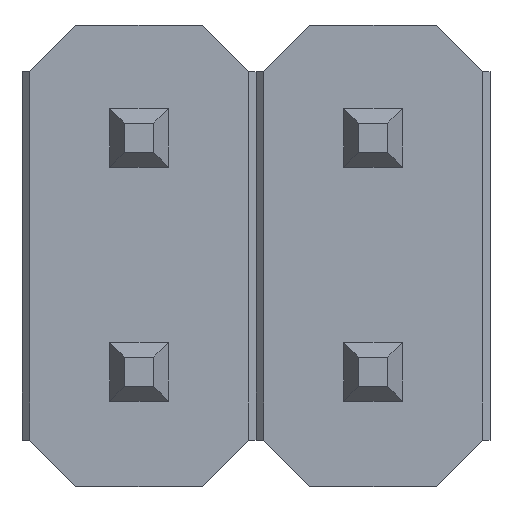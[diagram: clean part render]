
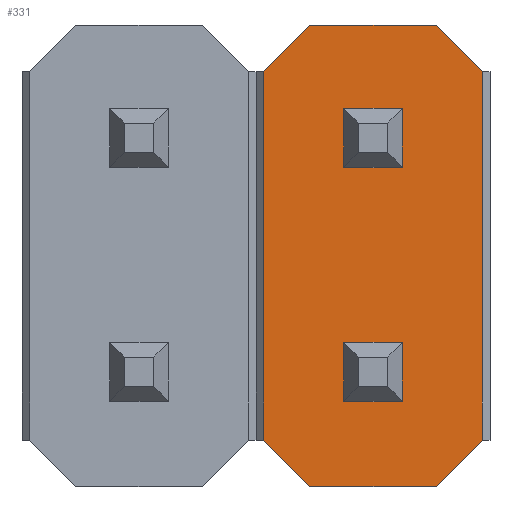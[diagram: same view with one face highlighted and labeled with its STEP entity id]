
A CAD part, top view. The second image highlights one B-rep face of the part: STEP entity #331.
In plain terms, the highlighted planar face has unit normal (0, 0, 1).
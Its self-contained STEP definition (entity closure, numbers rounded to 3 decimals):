
#331=ADVANCED_FACE('',(#799),#801,.T.);
#799=FACE_BOUND('',#800,.T.);
#800=EDGE_LOOP('',(#1154,#1155,#1156,#1157,#1158,#1159,#1160,#1161));
#801=PLANE('',#802);
#802=AXIS2_PLACEMENT_3D('',#803,#804,#805);
#803=CARTESIAN_POINT('',(2.54,0.,2.5));
#804=DIRECTION('',(0.,0.,1.));
#805=DIRECTION('',(1.,0.,0.));
#1154=ORIENTED_EDGE('',*,*,#1382,.T.);
#1155=ORIENTED_EDGE('',*,*,#1353,.T.);
#1156=ORIENTED_EDGE('',*,*,#1383,.T.);
#1157=ORIENTED_EDGE('',*,*,#1380,.T.);
#1158=ORIENTED_EDGE('',*,*,#1384,.T.);
#1159=ORIENTED_EDGE('',*,*,#1371,.T.);
#1160=ORIENTED_EDGE('',*,*,#1385,.T.);
#1161=ORIENTED_EDGE('',*,*,#1365,.T.);
#1353=EDGE_CURVE('',#1475,#1473,#1476,.T.);
#1365=EDGE_CURVE('',#1495,#1490,#1496,.T.);
#1371=EDGE_CURVE('',#1507,#1505,#1508,.T.);
#1380=EDGE_CURVE('',#1521,#1519,#1522,.T.);
#1382=EDGE_CURVE('',#1490,#1475,#1524,.F.);
#1383=EDGE_CURVE('',#1473,#1521,#1525,.T.);
#1384=EDGE_CURVE('',#1519,#1507,#1526,.F.);
#1385=EDGE_CURVE('',#1505,#1495,#1527,.T.);
#1473=VERTEX_POINT('',#1663);
#1475=VERTEX_POINT('',#1667);
#1476=LINE('',#1668,#1669);
#1490=VERTEX_POINT('',#1700);
#1495=VERTEX_POINT('',#1711);
#1496=LINE('',#1712,#1713);
#1505=VERTEX_POINT('',#1731);
#1507=VERTEX_POINT('',#1735);
#1508=LINE('',#1736,#1737);
#1519=VERTEX_POINT('',#1763);
#1521=VERTEX_POINT('',#1767);
#1522=LINE('',#1768,#1769);
#1524=LINE('',#1774,#1775);
#1525=LINE('',#1777,#1778);
#1526=LINE('',#1780,#1781);
#1527=LINE('',#1783,#1784);
#1663=CARTESIAN_POINT('',(3.225,3.77,2.5));
#1667=CARTESIAN_POINT('',(3.725,3.27,2.5));
#1668=CARTESIAN_POINT('',(3.725,3.27,2.5));
#1669=VECTOR('',#1670,1.);
#1670=DIRECTION('',(-0.707,0.707,0.));
#1700=CARTESIAN_POINT('',(3.725,-0.73,2.5));
#1711=CARTESIAN_POINT('',(3.225,-1.23,2.5));
#1712=CARTESIAN_POINT('',(3.225,-1.23,2.5));
#1713=VECTOR('',#1714,1.);
#1714=DIRECTION('',(0.707,0.707,0.));
#1731=CARTESIAN_POINT('',(1.855,-1.23,2.5));
#1735=CARTESIAN_POINT('',(1.355,-0.73,2.5));
#1736=CARTESIAN_POINT('',(1.355,-0.73,2.5));
#1737=VECTOR('',#1738,1.);
#1738=DIRECTION('',(0.707,-0.707,0.));
#1763=CARTESIAN_POINT('',(1.355,3.27,2.5));
#1767=CARTESIAN_POINT('',(1.855,3.77,2.5));
#1768=CARTESIAN_POINT('',(1.855,3.77,2.5));
#1769=VECTOR('',#1770,1.);
#1770=DIRECTION('',(-0.707,-0.707,0.));
#1774=CARTESIAN_POINT('',(3.725,3.27,2.5));
#1775=VECTOR('',#1776,1.);
#1776=DIRECTION('',(0.,-1.,0.));
#1777=CARTESIAN_POINT('',(3.225,3.77,2.5));
#1778=VECTOR('',#1779,1.);
#1779=DIRECTION('',(-1.,0.,0.));
#1780=CARTESIAN_POINT('',(1.355,-0.73,2.5));
#1781=VECTOR('',#1782,1.);
#1782=DIRECTION('',(0.,1.,0.));
#1783=CARTESIAN_POINT('',(1.855,-1.23,2.5));
#1784=VECTOR('',#1785,1.);
#1785=DIRECTION('',(1.,0.,0.));
